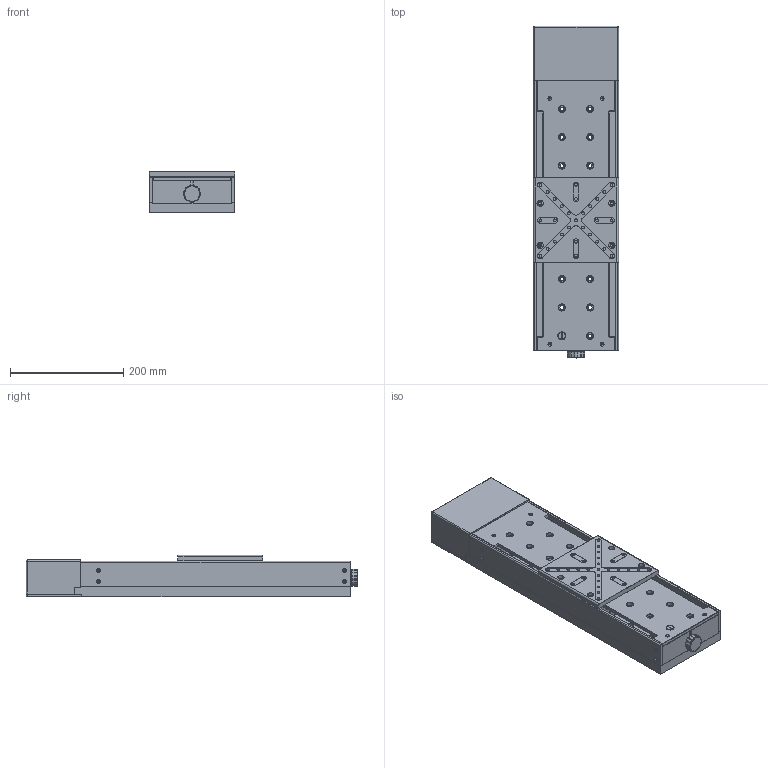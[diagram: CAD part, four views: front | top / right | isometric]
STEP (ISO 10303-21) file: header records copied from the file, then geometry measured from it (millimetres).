
FILE_DESCRIPTION (( 'STEP AP203' ), '1' );
FILE_NAME ('528662.STEP', '2024-09-21T08:24:21', ( '' ), ( '' ), 'SwSTEP 2.0', 'SolidWorks 2020', '' );
FILE_SCHEMA (( 'CONFIG_CONTROL_DESIGN' ));
Length unit declared in the file: millimetre
Products named in the file (1): 528662
Bounding box: 150 x 585 x 74 mm (x, y, z)
Volume: 3451601.7 mm3; surface area: 773321.1 mm2
Topology: 45 solids, 45 shells, 2663 faces, 6456 edges, 3964 vertices
Faces by surface type: plane 1414, cylinder 800, cone 236, bspline 117, torus 58, sphere 38
Entity records: 80513 total; most frequent: CARTESIAN_POINT 18044, DIRECTION 12956, ORIENTED_EDGE 12672, EDGE_CURVE 6336, AXIS2_PLACEMENT_3D 4383, LINE 4190, VECTOR 4190, VERTEX_POINT 3956
